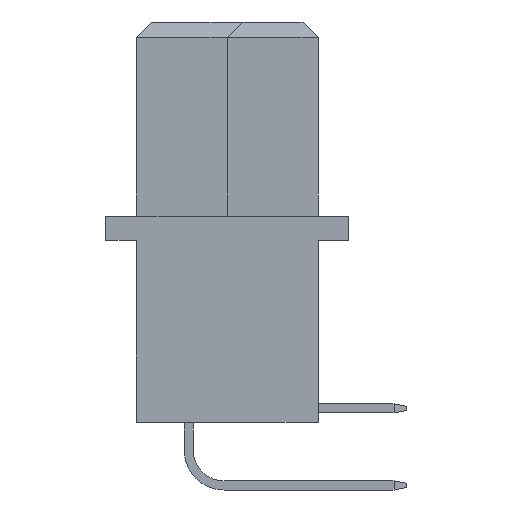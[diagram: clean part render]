
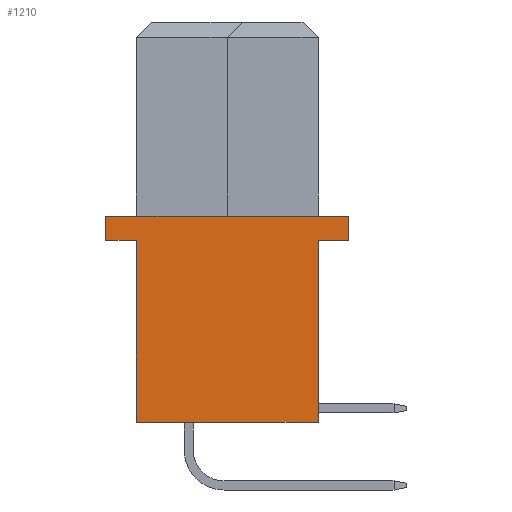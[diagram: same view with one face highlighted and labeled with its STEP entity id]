
A CAD part, left-side view. The second image highlights one B-rep face of the part: STEP entity #1210.
In plain terms, the highlighted planar face has unit normal (-1, 0, 0).
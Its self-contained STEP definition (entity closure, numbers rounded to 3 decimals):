
#15 = DIRECTION ( 'NONE',  ( 0., -1., 0. ) ) ;
#81 = ORIENTED_EDGE ( 'NONE', *, *, #5960, .F. ) ;
#393 = DIRECTION ( 'NONE',  ( 0., -1., 0. ) ) ;
#618 = EDGE_CURVE ( 'NONE', #1710, #5587, #8919, .T. ) ;
#630 = ORIENTED_EDGE ( 'NONE', *, *, #618, .F. ) ;
#728 = LINE ( 'NONE', #7669, #3229 ) ;
#770 = CARTESIAN_POINT ( 'NONE',  ( -19.38, 4., -7.2 ) ) ;
#1210 = ADVANCED_FACE ( 'NONE', ( #2196 ), #4508, .T. ) ;
#1217 = EDGE_CURVE ( 'NONE', #7553, #5959, #2956, .T. ) ;
#1378 = VECTOR ( 'NONE', #3605, 1000. ) ;
#1384 = ORIENTED_EDGE ( 'NONE', *, *, #1217, .F. ) ;
#1710 = VERTEX_POINT ( 'NONE', #5056 ) ;
#1801 = VERTEX_POINT ( 'NONE', #7575 ) ;
#2041 = EDGE_LOOP ( 'NONE', ( #5546, #1384, #2126, #630, #81, #2151, #4068, #4134 ) ) ;
#2126 = ORIENTED_EDGE ( 'NONE', *, *, #8420, .T. ) ;
#2151 = ORIENTED_EDGE ( 'NONE', *, *, #5716, .F. ) ;
#2152 = VERTEX_POINT ( 'NONE', #2981 ) ;
#2196 = FACE_OUTER_BOUND ( 'NONE', #2041, .T. ) ;
#2414 = VECTOR ( 'NONE', #393, 1000. ) ;
#2694 = VERTEX_POINT ( 'NONE', #3463 ) ;
#2956 = LINE ( 'NONE', #8140, #9180 ) ;
#2981 = CARTESIAN_POINT ( 'NONE',  ( -19.38, 3., -13.2 ) ) ;
#3229 = VECTOR ( 'NONE', #15, 1000. ) ;
#3349 = CARTESIAN_POINT ( 'NONE',  ( -19.38, -4., -7.2 ) ) ;
#3408 = CARTESIAN_POINT ( 'NONE',  ( -19.38, -4., -6.4 ) ) ;
#3463 = CARTESIAN_POINT ( 'NONE',  ( -19.38, 3., -7.2 ) ) ;
#3605 = DIRECTION ( 'NONE',  ( 0., 1., 0. ) ) ;
#3615 = DIRECTION ( 'NONE',  ( 0., 0., 1. ) ) ;
#3663 = CARTESIAN_POINT ( 'NONE',  ( -19.38, -4., -13.2 ) ) ;
#4068 = ORIENTED_EDGE ( 'NONE', *, *, #8074, .T. ) ;
#4134 = ORIENTED_EDGE ( 'NONE', *, *, #7513, .T. ) ;
#4270 = CARTESIAN_POINT ( 'NONE',  ( -19.38, 4., -6.4 ) ) ;
#4437 = EDGE_CURVE ( 'NONE', #5959, #1801, #6950, .T. ) ;
#4508 = PLANE ( 'NONE',  #5780 ) ;
#5056 = CARTESIAN_POINT ( 'NONE',  ( -19.38, 4., -6.4 ) ) ;
#5546 = ORIENTED_EDGE ( 'NONE', *, *, #4437, .F. ) ;
#5587 = VERTEX_POINT ( 'NONE', #3408 ) ;
#5716 = EDGE_CURVE ( 'NONE', #2694, #7441, #6812, .T. ) ;
#5780 = AXIS2_PLACEMENT_3D ( 'NONE', #3663, #8903, #3615 ) ;
#5830 = CARTESIAN_POINT ( 'NONE',  ( -19.38, -3., -7.2 ) ) ;
#5834 = VECTOR ( 'NONE', #9883, 1000. ) ;
#5959 = VERTEX_POINT ( 'NONE', #5830 ) ;
#5960 = EDGE_CURVE ( 'NONE', #7441, #1710, #6734, .T. ) ;
#6273 = CARTESIAN_POINT ( 'NONE',  ( -19.38, -4., -13.2 ) ) ;
#6685 = DIRECTION ( 'NONE',  ( 0., 0., -1. ) ) ;
#6734 = LINE ( 'NONE', #7454, #8638 ) ;
#6812 = LINE ( 'NONE', #9140, #1378 ) ;
#6950 = LINE ( 'NONE', #8323, #5834 ) ;
#7441 = VERTEX_POINT ( 'NONE', #770 ) ;
#7454 = CARTESIAN_POINT ( 'NONE',  ( -19.38, 4., -13.2 ) ) ;
#7513 = EDGE_CURVE ( 'NONE', #2152, #1801, #728, .T. ) ;
#7553 = VERTEX_POINT ( 'NONE', #3349 ) ;
#7575 = CARTESIAN_POINT ( 'NONE',  ( -19.38, -3., -13.2 ) ) ;
#7669 = CARTESIAN_POINT ( 'NONE',  ( -19.38, -4., -13.2 ) ) ;
#7754 = LINE ( 'NONE', #6273, #8230 ) ;
#8074 = EDGE_CURVE ( 'NONE', #2694, #2152, #9563, .T. ) ;
#8140 = CARTESIAN_POINT ( 'NONE',  ( -19.38, -3., -7.2 ) ) ;
#8230 = VECTOR ( 'NONE', #9363, 1000. ) ;
#8323 = CARTESIAN_POINT ( 'NONE',  ( -19.38, -3., -7.2 ) ) ;
#8341 = DIRECTION ( 'NONE',  ( 0., 1., 0. ) ) ;
#8420 = EDGE_CURVE ( 'NONE', #7553, #5587, #7754, .T. ) ;
#8638 = VECTOR ( 'NONE', #9820, 1000. ) ;
#8903 = DIRECTION ( 'NONE',  ( -1., 0., 0. ) ) ;
#8919 = LINE ( 'NONE', #4270, #2414 ) ;
#9024 = CARTESIAN_POINT ( 'NONE',  ( -19.38, 3., -7.2 ) ) ;
#9140 = CARTESIAN_POINT ( 'NONE',  ( -19.38, 4., -7.2 ) ) ;
#9180 = VECTOR ( 'NONE', #8341, 1000. ) ;
#9363 = DIRECTION ( 'NONE',  ( 0., 0., 1. ) ) ;
#9496 = VECTOR ( 'NONE', #6685, 1000. ) ;
#9563 = LINE ( 'NONE', #9024, #9496 ) ;
#9820 = DIRECTION ( 'NONE',  ( 0., 0., 1. ) ) ;
#9883 = DIRECTION ( 'NONE',  ( 0., 0., -1. ) ) ;
